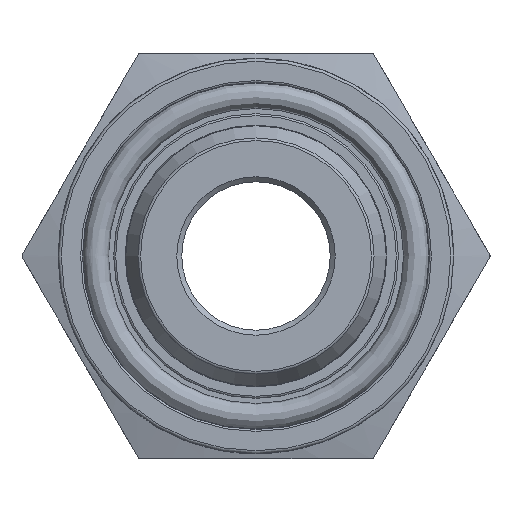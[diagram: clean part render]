
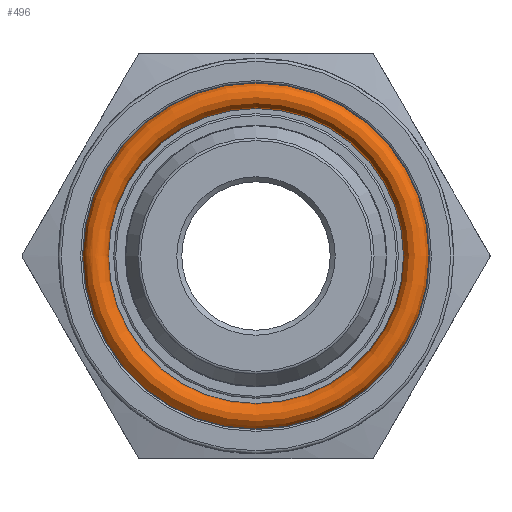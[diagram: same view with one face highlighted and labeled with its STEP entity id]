
A CAD part, left-side view. The second image highlights one B-rep face of the part: STEP entity #496.
In plain terms, the highlighted face is a revolution surface.
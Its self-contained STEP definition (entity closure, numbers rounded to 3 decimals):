
#232=SURFACE_OF_REVOLUTION('',#234,#233);
#233=AXIS1_PLACEMENT('',#2425,#1664);
#234=ELLIPSE('',#1395,1.3,1.3);
#235=VERTEX_LOOP('',#1094);
#362=FACE_BOUND('',#235,.T.);
#496=ADVANCED_FACE('',(#362),#232,.F.);
#1094=VERTEX_POINT('',#2423);
#1395=AXIS2_PLACEMENT_3D('',#2424,#1662,#1663);
#1662=DIRECTION('',(0.,0.,-1.));
#1663=DIRECTION('',(1.,0.,0.));
#1664=DIRECTION('',(-1.,0.,0.));
#2423=CARTESIAN_POINT('',(2.6,16.2,0.));
#2424=CARTESIAN_POINT('',(1.3,16.2,0.));
#2425=CARTESIAN_POINT('',(0.,0.,0.));
